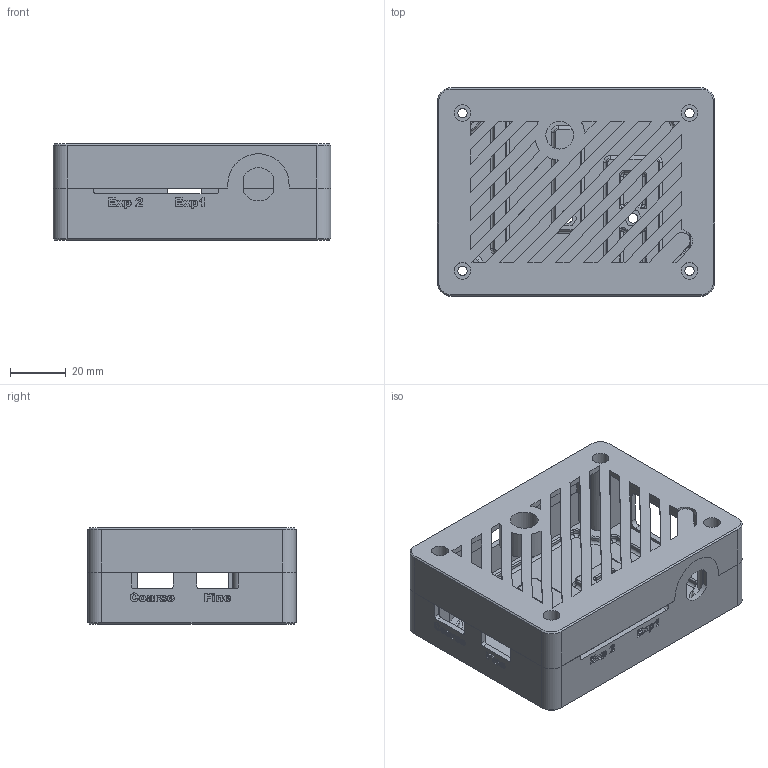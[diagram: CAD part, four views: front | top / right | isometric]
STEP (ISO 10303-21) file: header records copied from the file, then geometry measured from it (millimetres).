
FILE_DESCRIPTION(/* description */ (''),/* implementation_level */ '2;1');
FILE_NAME(/* name */ 'pico_expansion_enclosure.step',/* time_stamp */ '2023-10-24T17:25:44+02:00',/* author */ (''),/* organization */ (''),/* preprocessor_version */ 'ST-DEVELOPER v20',/* originating_system */ 'Autodesk Translation Framework v12.14.0.127',/* authorisation */ '');
FILE_SCHEMA (('AUTOMOTIVE_DESIGN { 1 0 10303 214 3 1 1 }'));
Length unit declared in the file: millimetre
Products named in the file (1): pico_expansion_enclosure
Bounding box: 99.69 x 74.8 x 34.5 mm (x, y, z)
Volume: 64960 mm3; surface area: 54033.4 mm2
Topology: 2 solids, 2 shells, 797 faces, 2130 edges, 1370 vertices
Faces by surface type: plane 356, bspline 224, cylinder 155, torus 50, cone 8, sphere 4
Full cylindrical faces by diameter (mm): 3.4 x4, 3.5 x6, 4.5 x1, 6 x5, 10 x1, 18 x1
Entity records: 27047 total; most frequent: CARTESIAN_POINT 8216, ORIENTED_EDGE 4260, DIRECTION 3274, EDGE_CURVE 2130, VERTEX_POINT 1370, LINE 1290, VECTOR 1290, AXIS2_PLACEMENT_3D 992
